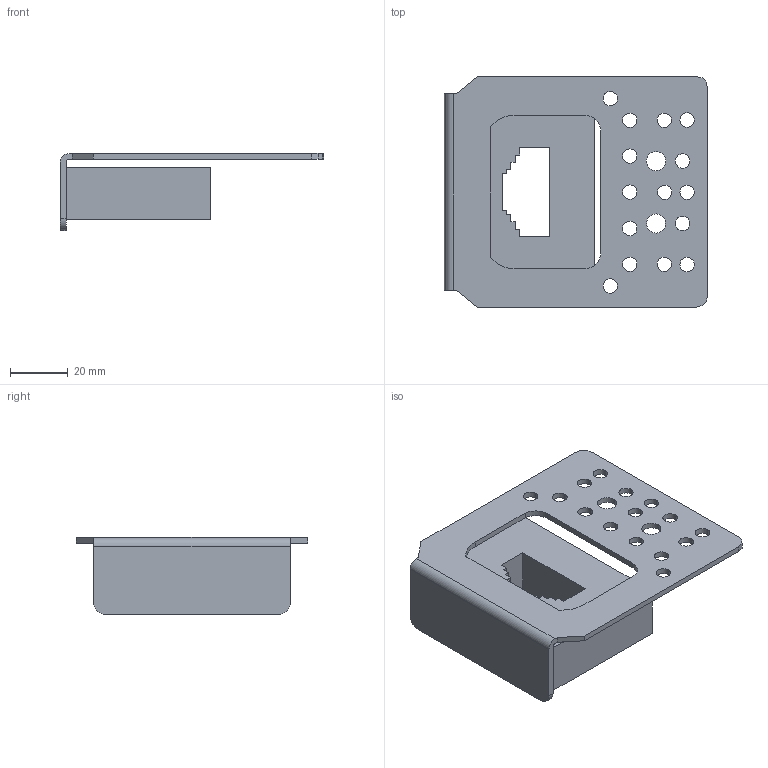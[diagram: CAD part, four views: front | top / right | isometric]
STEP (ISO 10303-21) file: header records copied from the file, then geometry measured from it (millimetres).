
FILE_DESCRIPTION((''),'2;1');
FILE_NAME('001341880_LG_T6_A_EPLAN_ASM','2023-03-08T10:44:55',('klemen.sitar'),('Audax d.o.o.'),'CREO PARAMETRIC BY PTC INC, 2021304','CREO PARAMETRIC BY PTC INC, 2021304','');
FILE_SCHEMA(('AP242_MANAGED_MODEL_BASED_3D_ENGINEERING_MIM_LF { 1 0 10303 442 1 1 4 }'));
Length unit declared in the file: millimetre
Products named in the file (5): 001341650_LG_B60_H_P1; PRT0002_1; ASM0001_ASM_1_ASM; DRAWING-3D_ASM; 001341880_LG_T6_A_EPLAN_ASM
Assembly tree (4 placements, depth 4):
  001341880_LG_T6_A_EPLAN_ASM
    001341650_LG_B60_H_P1
    DRAWING-3D_ASM
      ASM0001_ASM_1_ASM
        PRT0002_1
Bounding box: 91.04 x 79.93 x 26.65 mm (x, y, z)
Volume: 63575.4 mm3; surface area: 25984.6 mm2
Topology: 2 solids, 2 shells, 90 faces, 262 edges, 178 vertices
Faces by surface type: plane 48, cylinder 42
Entity records: 4999 total; most frequent: DIRECTION 560, CARTESIAN_POINT 552, ORIENTED_EDGE 516, PRESENTATION_STYLE_ASSIGNMENT 333, STYLED_ITEM 333, CURVE_STYLE 267, EDGE_CURVE 258, AXIS2_PLACEMENT_3D 191
